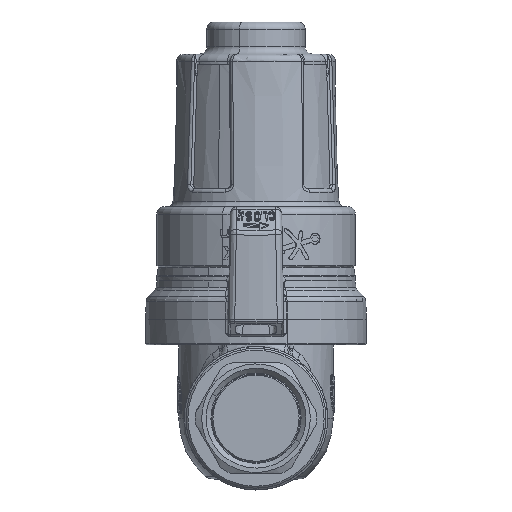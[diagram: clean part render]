
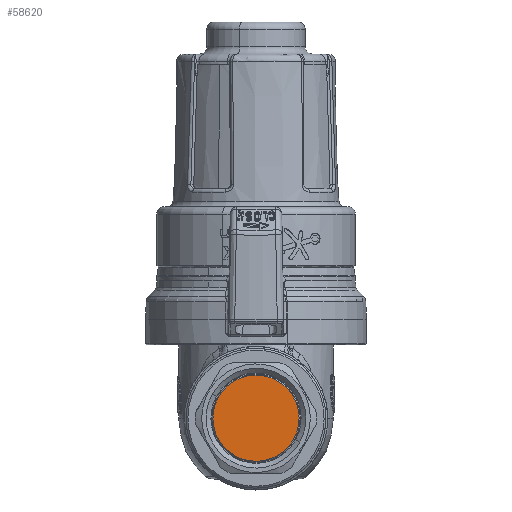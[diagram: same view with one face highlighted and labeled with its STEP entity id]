
A CAD part, front view. The second image highlights one B-rep face of the part: STEP entity #58620.
In plain terms, the highlighted planar face has unit normal (0, -1, 0).
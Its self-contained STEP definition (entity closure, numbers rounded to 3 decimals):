
#58577=CARTESIAN_POINT('Vertex',(5.609,-69.8,10.268)) ;
#58584=CARTESIAN_POINT('Vertex',(-5.609,-69.8,-10.268)) ;
#58587=CARTESIAN_POINT('Axis2P3D Location',(0.,-69.8,0.)) ;
#58599=CARTESIAN_POINT('Axis2P3D Location',(0.,-69.8,0.)) ;
#58611=CARTESIAN_POINT('Axis2P3D Location',(0.,-69.8,-7.5)) ;
#58588=DIRECTION('Axis2P3D Direction',(0.,1.,0.)) ;
#58600=DIRECTION('Axis2P3D Direction',(0.,1.,0.)) ;
#58612=DIRECTION('Axis2P3D Direction',(0.,1.,0.)) ;
#58613=DIRECTION('Axis2P3D XDirection',(1.,0.,0.)) ;
#58589=AXIS2_PLACEMENT_3D('Circle Axis2P3D',#58587,#58588,$) ;
#58601=AXIS2_PLACEMENT_3D('Circle Axis2P3D',#58599,#58600,$) ;
#58614=AXIS2_PLACEMENT_3D('Plane Axis2P3D',#58611,#58612,#58613) ;
#58590=CIRCLE('generated circle',#58589,11.7) ;
#58602=CIRCLE('generated circle',#58601,11.7) ;
#58615=PLANE('',#58614) ;
#58591=EDGE_CURVE('',#58585,#58578,#58590,.T.) ;
#58603=EDGE_CURVE('',#58578,#58585,#58602,.T.) ;
#58617=ORIENTED_EDGE('',*,*,#58603,.F.) ;
#58618=ORIENTED_EDGE('',*,*,#58591,.F.) ;
#58616=EDGE_LOOP('',(#58617,#58618)) ;
#58578=VERTEX_POINT('',#58577) ;
#58585=VERTEX_POINT('',#58584) ;
#58620=ADVANCED_FACE('Body.30',(#58619),#58615,.F.) ;
#58619=FACE_OUTER_BOUND('',#58616,.T.) ;
